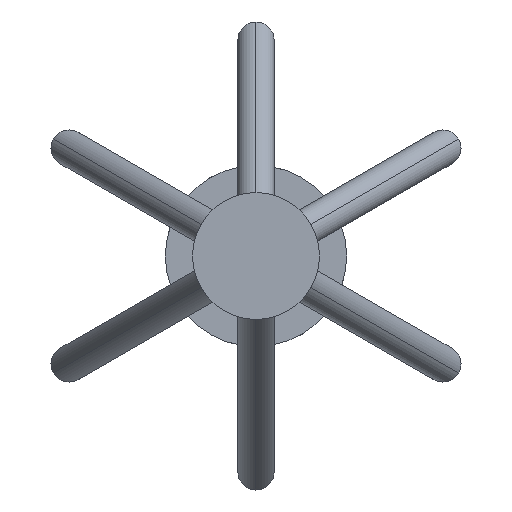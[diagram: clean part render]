
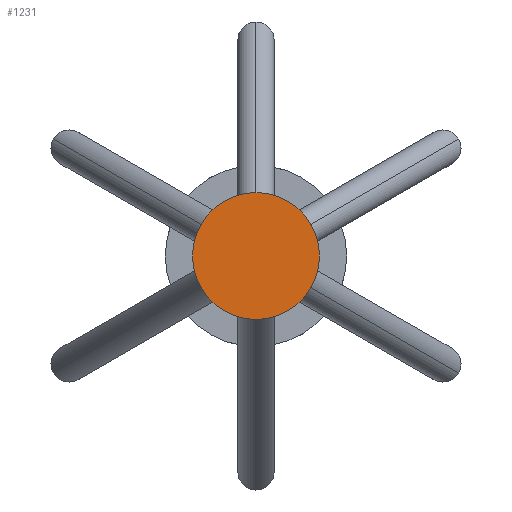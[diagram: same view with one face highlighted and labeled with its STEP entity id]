
A CAD part, front view. The second image highlights one B-rep face of the part: STEP entity #1231.
In plain terms, the highlighted planar face has unit normal (0, -1, 0).
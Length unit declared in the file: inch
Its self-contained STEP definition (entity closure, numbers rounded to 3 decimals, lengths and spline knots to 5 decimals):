
#133 = EDGE_LOOP ( 'NONE', ( #1399, #282 ) ) ;
#154 = DIRECTION ( 'NONE',  ( 0., 1., 0. ) ) ;
#158 = VERTEX_POINT ( 'NONE', #870 ) ;
#172 = CARTESIAN_POINT ( 'NONE',  ( 0., 0., 0. ) ) ;
#282 = ORIENTED_EDGE ( 'NONE', *, *, #1064, .F. ) ;
#299 = FACE_OUTER_BOUND ( 'NONE', #133, .T. ) ;
#349 = DIRECTION ( 'NONE',  ( 0., 0., 1. ) ) ;
#384 = AXIS2_PLACEMENT_3D ( 'NONE', #172, #154, #513 ) ;
#389 = DIRECTION ( 'NONE',  ( 0., 1., 0. ) ) ;
#480 = CIRCLE ( 'NONE', #1314, 0.0175 ) ;
#513 = DIRECTION ( 'NONE',  ( 0., 0., 1. ) ) ;
#572 = DIRECTION ( 'NONE',  ( 0., 1., 0. ) ) ;
#617 = CARTESIAN_POINT ( 'NONE',  ( 0., 0., 0. ) ) ;
#694 = VERTEX_POINT ( 'NONE', #1090 ) ;
#731 = EDGE_CURVE ( 'NONE', #158, #694, #480, .T. ) ;
#761 = CIRCLE ( 'NONE', #1307, 0.0175 ) ;
#870 = CARTESIAN_POINT ( 'NONE',  ( 0., 0., -0.0175 ) ) ;
#1064 = EDGE_CURVE ( 'NONE', #694, #158, #761, .T. ) ;
#1090 = CARTESIAN_POINT ( 'NONE',  ( 0., 0., 0.0175 ) ) ;
#1231 = ADVANCED_FACE ( 'NONE', ( #299 ), #1302, .F. ) ;
#1302 = PLANE ( 'NONE',  #384 ) ;
#1307 = AXIS2_PLACEMENT_3D ( 'NONE', #1360, #572, #349 ) ;
#1314 = AXIS2_PLACEMENT_3D ( 'NONE', #617, #389, #1413 ) ;
#1360 = CARTESIAN_POINT ( 'NONE',  ( 0., 0., 0. ) ) ;
#1399 = ORIENTED_EDGE ( 'NONE', *, *, #731, .F. ) ;
#1413 = DIRECTION ( 'NONE',  ( 0., 0., 1. ) ) ;
